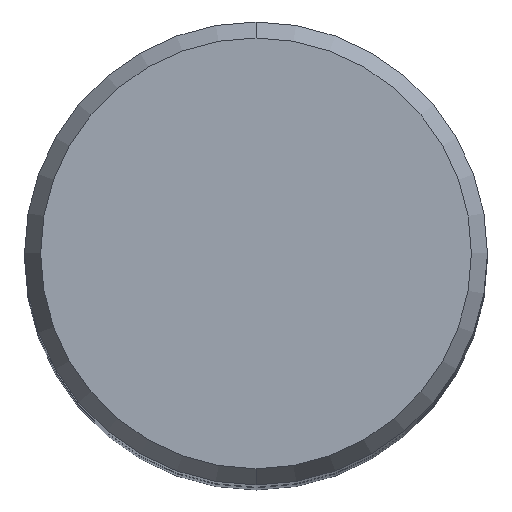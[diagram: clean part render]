
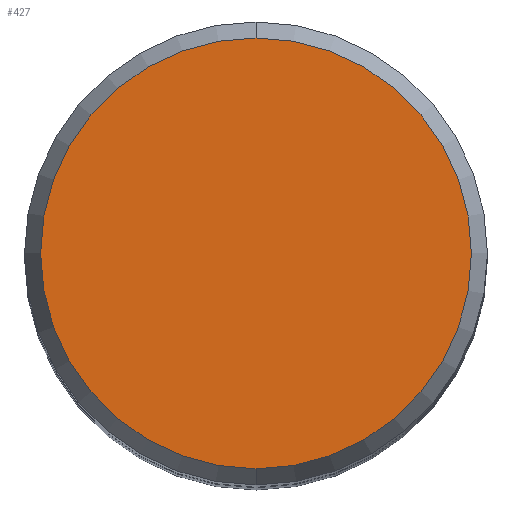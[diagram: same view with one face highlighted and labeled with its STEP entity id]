
A CAD part, top view. The second image highlights one B-rep face of the part: STEP entity #427.
In plain terms, the highlighted planar face has unit normal (0, 0, 1).
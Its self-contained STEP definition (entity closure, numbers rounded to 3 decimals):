
#201=VERTEX_POINT('',#493);
#359=EDGE_CURVE('',#361,#201,#669,.T.);
#361=VERTEX_POINT('',#671);
#383=EDGE_CURVE('',#201,#361,#696,.T.);
#427=ADVANCED_FACE('',(#744),#745,.T.);
#493=CARTESIAN_POINT('',(0.,-9.307,0.0));
#669=CIRCLE('',#1375,9.307);
#671=CARTESIAN_POINT('',(0.0,9.307,0.0));
#696=CIRCLE('',#1404,9.307);
#744=FACE_OUTER_BOUND('',#1480,.T.);
#745=PLANE('',#1481);
#1375=AXIS2_PLACEMENT_3D('',#1769,#1770,#1771);
#1404=AXIS2_PLACEMENT_3D('',#1808,#1809,#1810);
#1480=EDGE_LOOP('',(#1864,#1865));
#1481=AXIS2_PLACEMENT_3D('',#1866,#1867,#1868);
#1769=CARTESIAN_POINT('',(0.0,0.0,0.0));
#1770=DIRECTION('',(0.0,0.0,-1.0));
#1771=DIRECTION('',(0.0,1.0,0.0));
#1808=CARTESIAN_POINT('',(0.0,0.0,0.0));
#1809=DIRECTION('',(0.0,0.0,-1.0));
#1810=DIRECTION('',(0.0,1.0,0.0));
#1864=ORIENTED_EDGE('',*,*,#359,.F.);
#1865=ORIENTED_EDGE('',*,*,#383,.F.);
#1866=CARTESIAN_POINT('',(0.0,4.654,0.0));
#1867=DIRECTION('',(-0.0,0.0,1.0));
#1868=DIRECTION('',(0.0,-1.0,0.0));
